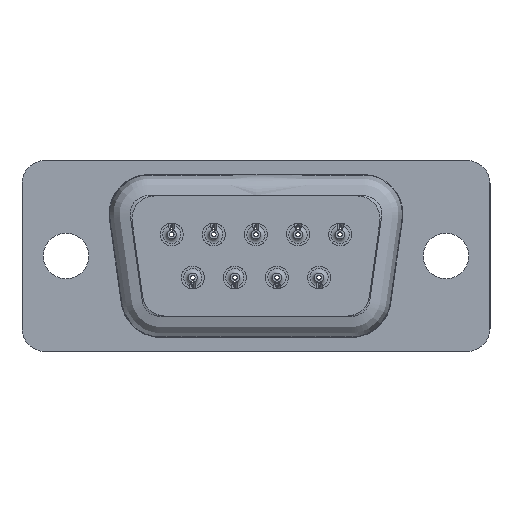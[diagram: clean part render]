
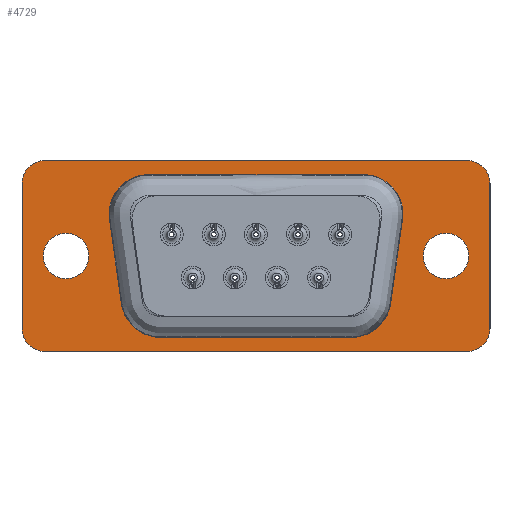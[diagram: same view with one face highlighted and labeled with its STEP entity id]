
A CAD part, front view. The second image highlights one B-rep face of the part: STEP entity #4729.
In plain terms, the highlighted planar face has unit normal (0, -1, 0).
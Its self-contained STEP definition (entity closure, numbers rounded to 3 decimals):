
#547=LINE('',#8101,#859);
#548=LINE('',#8105,#860);
#549=LINE('',#8109,#861);
#550=LINE('',#8113,#862);
#551=LINE('',#8119,#863);
#552=LINE('',#8123,#864);
#553=LINE('',#8127,#865);
#554=LINE('',#8131,#866);
#859=VECTOR('',#6530,1000.);
#860=VECTOR('',#6533,1000.);
#861=VECTOR('',#6536,1000.);
#862=VECTOR('',#6539,1000.);
#863=VECTOR('',#6544,1000.);
#864=VECTOR('',#6547,1000.);
#865=VECTOR('',#6550,1000.);
#866=VECTOR('',#6553,1000.);
#1839=ORIENTED_EDGE('',*,*,#2725,.T.);
#1840=ORIENTED_EDGE('',*,*,#2726,.T.);
#1841=ORIENTED_EDGE('',*,*,#2727,.T.);
#1842=ORIENTED_EDGE('',*,*,#2728,.T.);
#1843=ORIENTED_EDGE('',*,*,#2729,.T.);
#1844=ORIENTED_EDGE('',*,*,#2730,.T.);
#1845=ORIENTED_EDGE('',*,*,#2731,.T.);
#1846=ORIENTED_EDGE('',*,*,#2732,.T.);
#1847=ORIENTED_EDGE('',*,*,#2733,.T.);
#1848=ORIENTED_EDGE('',*,*,#2734,.F.);
#1849=ORIENTED_EDGE('',*,*,#2735,.F.);
#1850=ORIENTED_EDGE('',*,*,#2736,.F.);
#1851=ORIENTED_EDGE('',*,*,#2737,.F.);
#1852=ORIENTED_EDGE('',*,*,#2738,.F.);
#1853=ORIENTED_EDGE('',*,*,#2739,.F.);
#1854=ORIENTED_EDGE('',*,*,#2740,.F.);
#1855=ORIENTED_EDGE('',*,*,#2741,.F.);
#1856=ORIENTED_EDGE('',*,*,#2742,.T.);
#2725=EDGE_CURVE('',#3238,#3239,#3596,.T.);
#2726=EDGE_CURVE('',#3239,#3240,#547,.T.);
#2727=EDGE_CURVE('',#3240,#3241,#3597,.T.);
#2728=EDGE_CURVE('',#3241,#3242,#548,.T.);
#2729=EDGE_CURVE('',#3242,#3243,#3598,.T.);
#2730=EDGE_CURVE('',#3243,#3244,#549,.T.);
#2731=EDGE_CURVE('',#3244,#3245,#3599,.T.);
#2732=EDGE_CURVE('',#3245,#3238,#550,.T.);
#2733=EDGE_CURVE('',#3246,#3246,#3600,.T.);
#2734=EDGE_CURVE('',#3247,#3248,#3601,.T.);
#2735=EDGE_CURVE('',#3249,#3247,#551,.T.);
#2736=EDGE_CURVE('',#3250,#3249,#3602,.T.);
#2737=EDGE_CURVE('',#3251,#3250,#552,.T.);
#2738=EDGE_CURVE('',#3252,#3251,#3603,.T.);
#2739=EDGE_CURVE('',#3253,#3252,#553,.T.);
#2740=EDGE_CURVE('',#3254,#3253,#3604,.T.);
#2741=EDGE_CURVE('',#3248,#3254,#554,.T.);
#2742=EDGE_CURVE('',#3255,#3255,#3605,.T.);
#3238=VERTEX_POINT('',#8099);
#3239=VERTEX_POINT('',#8100);
#3240=VERTEX_POINT('',#8102);
#3241=VERTEX_POINT('',#8104);
#3242=VERTEX_POINT('',#8106);
#3243=VERTEX_POINT('',#8108);
#3244=VERTEX_POINT('',#8110);
#3245=VERTEX_POINT('',#8112);
#3246=VERTEX_POINT('',#8115);
#3247=VERTEX_POINT('',#8117);
#3248=VERTEX_POINT('',#8118);
#3249=VERTEX_POINT('',#8120);
#3250=VERTEX_POINT('',#8122);
#3251=VERTEX_POINT('',#8124);
#3252=VERTEX_POINT('',#8126);
#3253=VERTEX_POINT('',#8128);
#3254=VERTEX_POINT('',#8130);
#3255=VERTEX_POINT('',#8133);
#3596=CIRCLE('',#5288,2.6);
#3597=CIRCLE('',#5289,2.6);
#3598=CIRCLE('',#5290,2.6);
#3599=CIRCLE('',#5291,2.6);
#3600=CIRCLE('',#5292,1.5);
#3601=CIRCLE('',#5293,1.5);
#3602=CIRCLE('',#5294,1.5);
#3603=CIRCLE('',#5295,1.5);
#3604=CIRCLE('',#5296,1.5);
#3605=CIRCLE('',#5297,1.5);
#3931=EDGE_LOOP('',(#1839,#1840,#1841,#1842,#1843,#1844,#1845,#1846));
#3932=EDGE_LOOP('',(#1847));
#3933=EDGE_LOOP('',(#1848,#1849,#1850,#1851,#1852,#1853,#1854,#1855));
#3934=EDGE_LOOP('',(#1856));
#4314=FACE_BOUND('',#3931,.T.);
#4315=FACE_BOUND('',#3932,.T.);
#4316=FACE_BOUND('',#3933,.T.);
#4317=FACE_BOUND('',#3934,.T.);
#4482=PLANE('',#5287);
#4729=ADVANCED_FACE('',(#4314,#4315,#4316,#4317),#4482,.F.);
#5287=AXIS2_PLACEMENT_3D('',#8097,#6526,#6527);
#5288=AXIS2_PLACEMENT_3D('',#8098,#6528,#6529);
#5289=AXIS2_PLACEMENT_3D('',#8103,#6531,#6532);
#5290=AXIS2_PLACEMENT_3D('',#8107,#6534,#6535);
#5291=AXIS2_PLACEMENT_3D('',#8111,#6537,#6538);
#5292=AXIS2_PLACEMENT_3D('',#8114,#6540,#6541);
#5293=AXIS2_PLACEMENT_3D('',#8116,#6542,#6543);
#5294=AXIS2_PLACEMENT_3D('',#8121,#6545,#6546);
#5295=AXIS2_PLACEMENT_3D('',#8125,#6548,#6549);
#5296=AXIS2_PLACEMENT_3D('',#8129,#6551,#6552);
#5297=AXIS2_PLACEMENT_3D('',#8132,#6554,#6555);
#6526=DIRECTION('',(0.,1.,0.));
#6527=DIRECTION('',(0.,0.,1.));
#6528=DIRECTION('',(0.,1.,0.));
#6529=DIRECTION('',(1.,0.,0.));
#6530=DIRECTION('',(1.,0.,0.));
#6531=DIRECTION('',(0.,1.,0.));
#6532=DIRECTION('',(-1.,0.,0.));
#6533=DIRECTION('',(-0.139,0.,-0.99));
#6534=DIRECTION('',(0.,1.,0.));
#6535=DIRECTION('',(1.,0.,0.));
#6536=DIRECTION('',(-1.,0.,0.));
#6537=DIRECTION('',(0.,1.,0.));
#6538=DIRECTION('',(1.,0.,0.));
#6539=DIRECTION('',(-0.139,0.,0.99));
#6540=DIRECTION('',(0.,1.,0.));
#6541=DIRECTION('',(1.,0.,0.));
#6542=DIRECTION('',(0.,1.,0.));
#6543=DIRECTION('',(1.,0.,0.));
#6544=DIRECTION('',(0.,0.,1.));
#6545=DIRECTION('',(0.,1.,0.));
#6546=DIRECTION('',(1.,0.,0.));
#6547=DIRECTION('',(-1.,0.,0.));
#6548=DIRECTION('',(0.,1.,0.));
#6549=DIRECTION('',(1.,0.,0.));
#6550=DIRECTION('',(0.,0.,-1.));
#6551=DIRECTION('',(0.,1.,0.));
#6552=DIRECTION('',(-1.,0.,0.));
#6553=DIRECTION('',(1.,0.,0.));
#6554=DIRECTION('',(0.,1.,0.));
#6555=DIRECTION('',(1.,0.,0.));
#8097=CARTESIAN_POINT('',(-13.9,0.,4.775));
#8098=CARTESIAN_POINT('',(-7.065,0.,2.76));
#8099=CARTESIAN_POINT('',(-9.64,0.,2.398));
#8100=CARTESIAN_POINT('',(-7.065,0.,5.36));
#8101=CARTESIAN_POINT('',(-7.065,0.,5.36));
#8102=CARTESIAN_POINT('',(7.065,0.,5.36));
#8103=CARTESIAN_POINT('',(7.065,0.,2.76));
#8104=CARTESIAN_POINT('',(9.64,0.,2.398));
#8105=CARTESIAN_POINT('',(9.64,0.,2.398));
#8106=CARTESIAN_POINT('',(8.864,0.,-3.122));
#8107=CARTESIAN_POINT('',(6.289,0.,-2.76));
#8108=CARTESIAN_POINT('',(6.289,0.,-5.36));
#8109=CARTESIAN_POINT('',(6.289,0.,-5.36));
#8110=CARTESIAN_POINT('',(-6.289,0.,-5.36));
#8111=CARTESIAN_POINT('',(-6.289,0.,-2.76));
#8112=CARTESIAN_POINT('',(-8.864,0.,-3.122));
#8113=CARTESIAN_POINT('',(-8.864,0.,-3.122));
#8114=CARTESIAN_POINT('',(-12.5,0.,0.));
#8115=CARTESIAN_POINT('',(-11.,0.,0.));
#8116=CARTESIAN_POINT('',(-13.9,0.,4.775));
#8117=CARTESIAN_POINT('',(-15.4,0.,4.775));
#8118=CARTESIAN_POINT('',(-13.9,0.,6.275));
#8119=CARTESIAN_POINT('',(-15.4,0.,-4.775));
#8120=CARTESIAN_POINT('',(-15.4,0.,-4.775));
#8121=CARTESIAN_POINT('',(-13.9,0.,-4.775));
#8122=CARTESIAN_POINT('',(-13.9,0.,-6.275));
#8123=CARTESIAN_POINT('',(13.9,0.,-6.275));
#8124=CARTESIAN_POINT('',(13.9,0.,-6.275));
#8125=CARTESIAN_POINT('',(13.9,0.,-4.775));
#8126=CARTESIAN_POINT('',(15.4,0.,-4.775));
#8127=CARTESIAN_POINT('',(15.4,0.,4.775));
#8128=CARTESIAN_POINT('',(15.4,0.,4.775));
#8129=CARTESIAN_POINT('',(13.9,0.,4.775));
#8130=CARTESIAN_POINT('',(13.9,0.,6.275));
#8131=CARTESIAN_POINT('',(-13.9,0.,6.275));
#8132=CARTESIAN_POINT('',(12.5,0.,0.));
#8133=CARTESIAN_POINT('',(14.,0.,0.));
